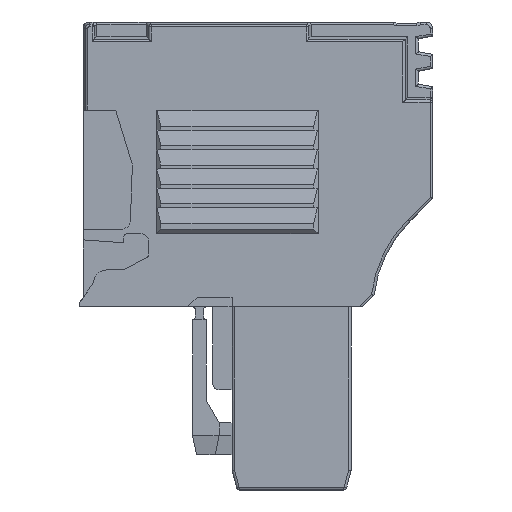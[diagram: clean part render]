
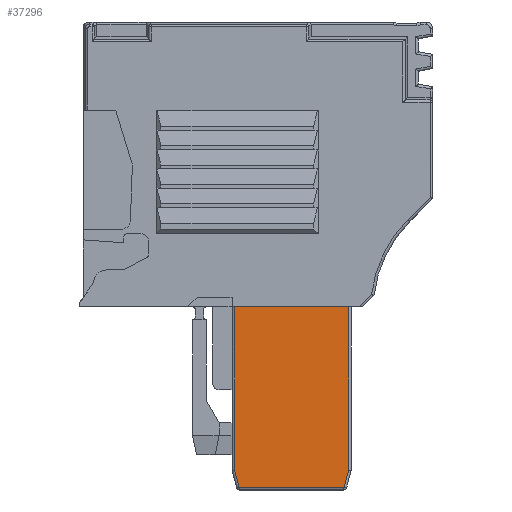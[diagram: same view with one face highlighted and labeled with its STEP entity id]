
A CAD part, left-side view. The second image highlights one B-rep face of the part: STEP entity #37296.
In plain terms, the highlighted planar face has unit normal (-1, 0, 0).
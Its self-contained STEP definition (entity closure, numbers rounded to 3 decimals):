
#37260=AXIS2_PLACEMENT_3D('Plane Axis2P3D',#37257,#37258,#37259) ;
#12883=CARTESIAN_POINT('Vertex',(3.425,15.3,14.15)) ;
#12886=CARTESIAN_POINT('Line Origine',(3.425,10.9,14.15)) ;
#12890=CARTESIAN_POINT('Vertex',(3.425,6.5,14.15)) ;
#37037=CARTESIAN_POINT('Vertex',(3.425,15.3,1.526)) ;
#37040=CARTESIAN_POINT('Line Origine',(3.425,15.3,7.075)) ;
#37257=CARTESIAN_POINT('Axis2P3D Location',(3.425,10.9,14.15)) ;
#37262=CARTESIAN_POINT('Line Origine',(3.425,10.9,0.2)) ;
#37266=CARTESIAN_POINT('Vertex',(3.425,6.855,0.2)) ;
#37268=CARTESIAN_POINT('Vertex',(3.425,14.945,0.2)) ;
#37271=CARTESIAN_POINT('Line Origine',(3.425,6.678,0.863)) ;
#37275=CARTESIAN_POINT('Vertex',(3.425,6.5,1.526)) ;
#37278=CARTESIAN_POINT('Line Origine',(3.425,6.5,7.838)) ;
#37283=CARTESIAN_POINT('Line Origine',(3.425,15.122,0.863)) ;
#12887=DIRECTION('Vector Direction',(0.,-1.,0.)) ;
#37041=DIRECTION('Vector Direction',(0.,0.,1.)) ;
#37258=DIRECTION('Axis2P3D Direction',(1.,0.,0.)) ;
#37259=DIRECTION('Axis2P3D XDirection',(0.,1.,0.)) ;
#37263=DIRECTION('Vector Direction',(0.,1.,0.)) ;
#37272=DIRECTION('Vector Direction',(0.,0.259,-0.966)) ;
#37279=DIRECTION('Vector Direction',(0.,0.,-1.)) ;
#37284=DIRECTION('Vector Direction',(0.,0.259,0.966)) ;
#12888=VECTOR('Line Direction',#12887,1.) ;
#37042=VECTOR('Line Direction',#37041,1.) ;
#37264=VECTOR('Line Direction',#37263,1.) ;
#37273=VECTOR('Line Direction',#37272,1.) ;
#37280=VECTOR('Line Direction',#37279,1.) ;
#37285=VECTOR('Line Direction',#37284,1.) ;
#37289=ORIENTED_EDGE('',*,*,#37270,.F.) ;
#37290=ORIENTED_EDGE('',*,*,#37277,.F.) ;
#37291=ORIENTED_EDGE('',*,*,#37282,.F.) ;
#37292=ORIENTED_EDGE('',*,*,#12892,.F.) ;
#37293=ORIENTED_EDGE('',*,*,#37044,.F.) ;
#37294=ORIENTED_EDGE('',*,*,#37287,.F.) ;
#37296=ADVANCED_FACE('Hauptk\X2\00F6\X0\rper',(#37295),#37261,.F.) ;
#12892=EDGE_CURVE('',#12884,#12891,#12889,.T.) ;
#37044=EDGE_CURVE('',#37038,#12884,#37043,.T.) ;
#37270=EDGE_CURVE('',#37267,#37269,#37265,.T.) ;
#37277=EDGE_CURVE('',#37276,#37267,#37274,.T.) ;
#37282=EDGE_CURVE('',#12891,#37276,#37281,.T.) ;
#37287=EDGE_CURVE('',#37269,#37038,#37286,.T.) ;
#37288=EDGE_LOOP('',(#37289,#37290,#37291,#37292,#37293,#37294)) ;
#37295=FACE_OUTER_BOUND('',#37288,.T.) ;
#12889=LINE('Line',#12886,#12888) ;
#37043=LINE('Line',#37040,#37042) ;
#37265=LINE('Line',#37262,#37264) ;
#37274=LINE('Line',#37271,#37273) ;
#37281=LINE('Line',#37278,#37280) ;
#37286=LINE('Line',#37283,#37285) ;
#37261=PLANE('',#37260) ;
#12884=VERTEX_POINT('',#12883) ;
#12891=VERTEX_POINT('',#12890) ;
#37038=VERTEX_POINT('',#37037) ;
#37267=VERTEX_POINT('',#37266) ;
#37269=VERTEX_POINT('',#37268) ;
#37276=VERTEX_POINT('',#37275) ;
